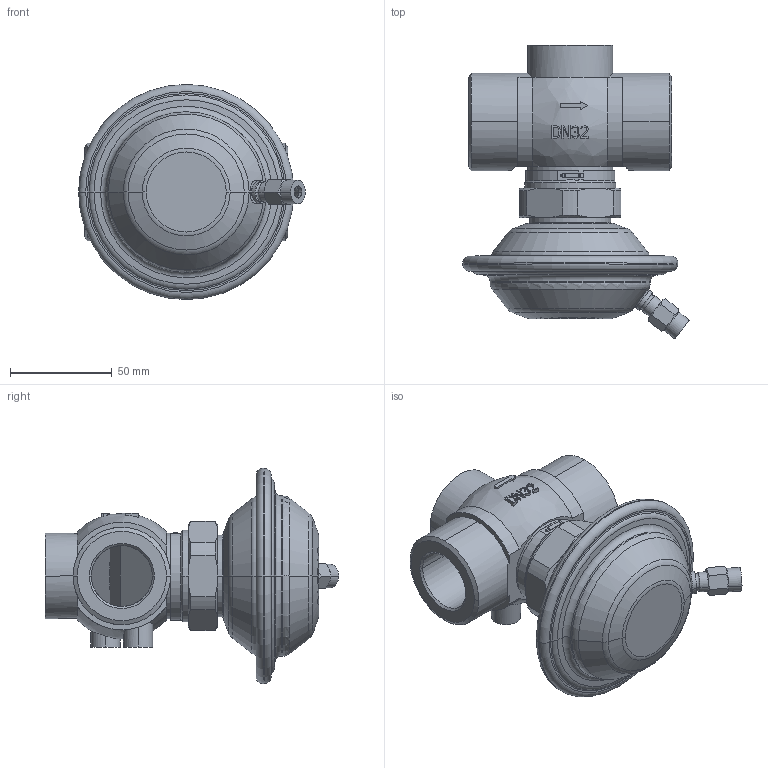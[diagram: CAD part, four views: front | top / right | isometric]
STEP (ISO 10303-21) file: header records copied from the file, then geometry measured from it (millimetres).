
FILE_DESCRIPTION((''),'2;1');
FILE_NAME('003H6223','2015-02-24T',('u317927'),('Danfoss'),'PRO/ENGINEER BY PARAMETRIC TECHNOLOGY CORPORATION, 2014000','PRO/ENGINEER BY PARAMETRIC TECHNOLOGY CORPORATION, 2014000','');
FILE_SCHEMA(('CONFIG_CONTROL_DESIGN'));
Length unit declared in the file: millimetre
Products named in the file (1): 003H6223
Bounding box: 111.7 x 144.7 x 106 mm (x, y, z)
Volume: 217900.2 mm3; surface area: 109994.8 mm2
Topology: 2 solids, 2 shells, 628 faces, 1472 edges, 900 vertices
Faces by surface type: plane 258, cylinder 167, cone 110, torus 86, bspline 5, sphere 2
Entity records: 19974 total; most frequent: CARTESIAN_POINT 5545, DIRECTION 3106, ORIENTED_EDGE 2932, EDGE_CURVE 1466, AXIS2_PLACEMENT_3D 1238, VERTEX_POINT 900, EDGE_LOOP 696, VECTOR 630
